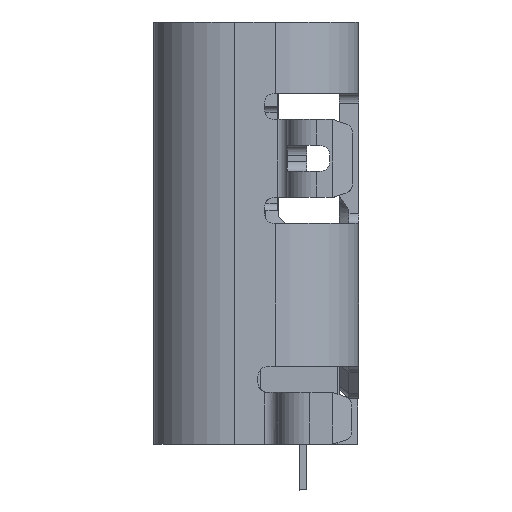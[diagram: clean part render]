
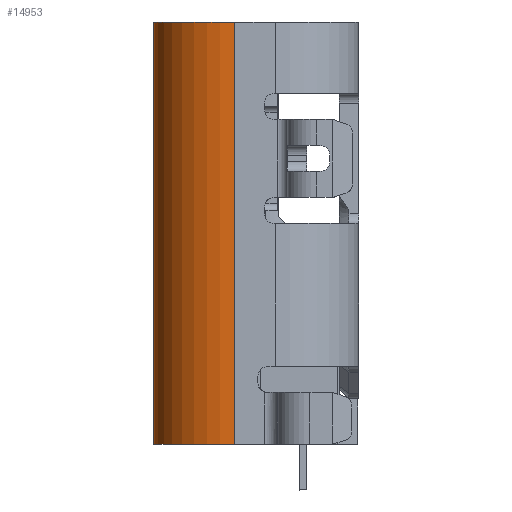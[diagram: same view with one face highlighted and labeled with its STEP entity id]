
A CAD part, left-side view. The second image highlights one B-rep face of the part: STEP entity #14953.
In plain terms, the highlighted cylindrical face has radius 1.25 mm (diameter 2.5 mm), a partial arc.
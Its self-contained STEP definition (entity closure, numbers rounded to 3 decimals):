
#1220=LINE('',#25586,#3033);
#1221=LINE('',#25587,#3034);
#3033=VECTOR('',#21075,1000.);
#3034=VECTOR('',#21076,1000.);
#5234=ORIENTED_EDGE('',*,*,#9570,.T.);
#5235=ORIENTED_EDGE('',*,*,#9571,.T.);
#5236=ORIENTED_EDGE('',*,*,#9514,.T.);
#5237=ORIENTED_EDGE('',*,*,#9572,.T.);
#9514=EDGE_CURVE('',#11667,#11666,#12764,.T.);
#9570=EDGE_CURVE('',#11700,#11701,#12777,.T.);
#9571=EDGE_CURVE('',#11701,#11667,#1220,.T.);
#9572=EDGE_CURVE('',#11666,#11700,#1221,.T.);
#11666=VERTEX_POINT('',#25467);
#11667=VERTEX_POINT('',#25469);
#11700=VERTEX_POINT('',#25584);
#11701=VERTEX_POINT('',#25585);
#12764=CIRCLE('',#19014,1.25);
#12777=CIRCLE('',#19047,1.25);
#13103=EDGE_LOOP('',(#5234,#5235,#5236,#5237));
#13946=FACE_BOUND('',#13103,.T.);
#14701=CYLINDRICAL_SURFACE('',#19046,1.25);
#14953=ADVANCED_FACE('',(#13946),#14701,.T.);
#19014=AXIS2_PLACEMENT_3D('',#25468,#20970,#20971);
#19046=AXIS2_PLACEMENT_3D('',#25582,#21071,#21072);
#19047=AXIS2_PLACEMENT_3D('',#25583,#21073,#21074);
#20970=DIRECTION('',(0.,0.,-1.));
#20971=DIRECTION('',(1.,0.,0.));
#21071=DIRECTION('',(0.,0.,-1.));
#21072=DIRECTION('',(1.,0.,0.));
#21073=DIRECTION('',(0.,0.,1.));
#21074=DIRECTION('',(1.,0.,0.));
#21075=DIRECTION('',(0.,0.,1.));
#21076=DIRECTION('',(0.,0.,-1.));
#25467=CARTESIAN_POINT('',(-3.22,1.58,0.));
#25468=CARTESIAN_POINT('',(-3.22,0.33,0.));
#25469=CARTESIAN_POINT('',(-4.47,0.33,0.));
#25582=CARTESIAN_POINT('',(-3.22,0.33,-6.5));
#25583=CARTESIAN_POINT('',(-3.22,0.33,-6.5));
#25584=CARTESIAN_POINT('',(-3.22,1.58,-6.5));
#25585=CARTESIAN_POINT('',(-4.47,0.33,-6.5));
#25586=CARTESIAN_POINT('',(-4.47,0.33,-6.5));
#25587=CARTESIAN_POINT('',(-3.22,1.58,-6.5));
